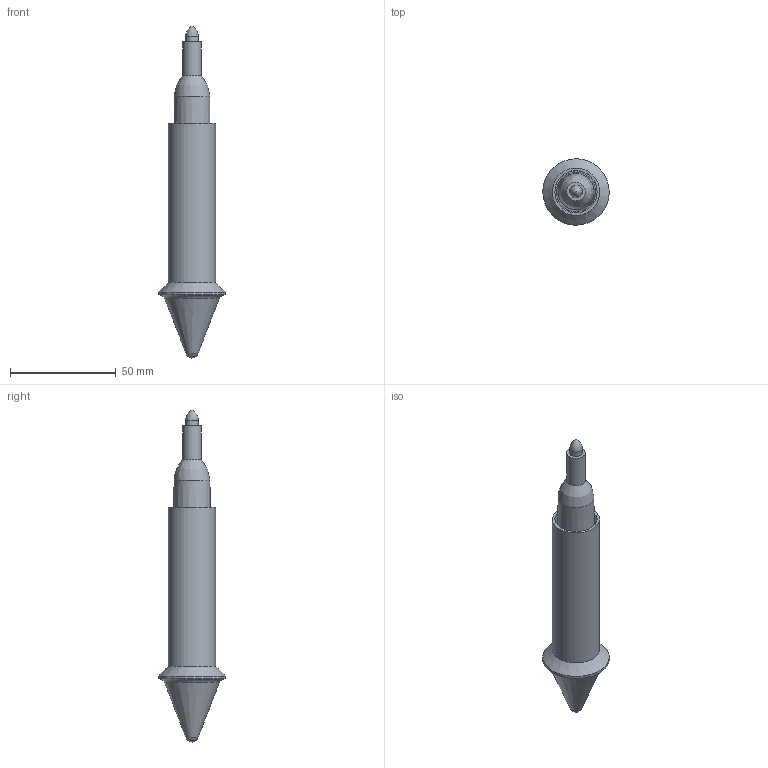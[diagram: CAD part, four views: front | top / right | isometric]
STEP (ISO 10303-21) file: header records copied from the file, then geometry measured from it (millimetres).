
FILE_DESCRIPTION(/* description */ (''),/* implementation_level */ '2;1');
FILE_NAME(/* name */ 'Marker Changer - Slidey Parts.stp',/* time_stamp */ '2022-03-09T20:33:30-05:00',/* author */ ('smiku'),/* organization */ (''),/* preprocessor_version */ 'ST-DEVELOPER v18.1',/* originating_system */ 'Autodesk Inventor 2022',/* authorisation */ '');
FILE_SCHEMA (('CONFIG_CONTROL_DESIGN'));
Length unit declared in the file: millimetre
Products named in the file (3): Marker Changer - Slidey Parts; Static Marker Barrel; Expor Marker Bullet Point
Assembly tree (2 placements, depth 2):
  Marker Changer - Slidey Parts
    Static Marker Barrel
    Expor Marker Bullet Point
Bounding box: 31.49 x 31.49 x 157.18 mm (x, y, z)
Volume: 39745.8 mm3; surface area: 20371.9 mm2
Topology: 3 solids, 3 shells, 52 faces, 132 edges, 87 vertices
Faces by surface type: plane 31, cylinder 14, cone 3, bspline 2, sphere 1, torus 1
Full cylindrical faces by diameter (mm): 6 x1, 8.8 x1, 9 x1, 20 x1, 22.4 x1, 31.5 x1
Entity records: 1731 total; most frequent: CARTESIAN_POINT 326, DIRECTION 281, ORIENTED_EDGE 260, EDGE_CURVE 130, AXIS2_PLACEMENT_3D 96, LINE 89, VECTOR 89, VERTEX_POINT 87
